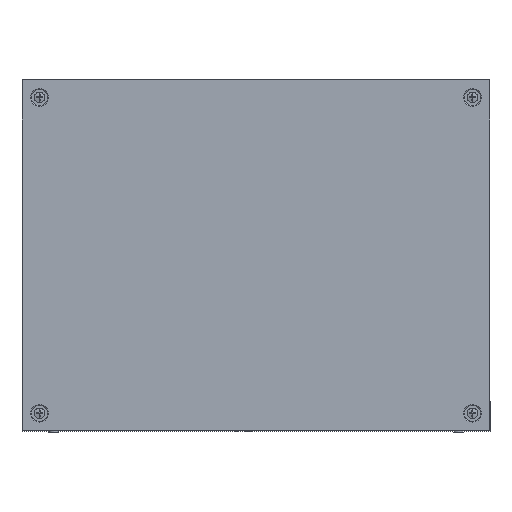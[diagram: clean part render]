
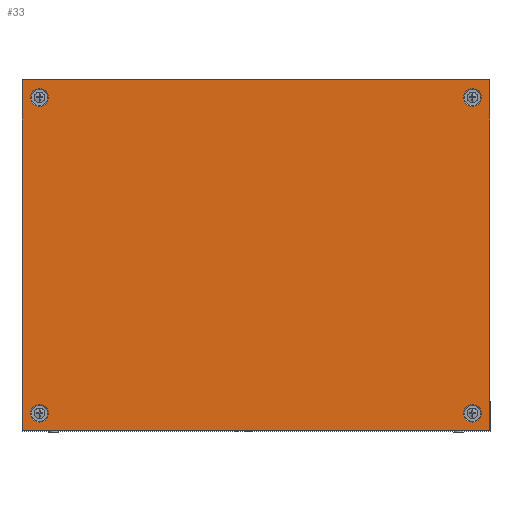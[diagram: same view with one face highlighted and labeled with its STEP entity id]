
A CAD part, top view. The second image highlights one B-rep face of the part: STEP entity #33.
In plain terms, the highlighted planar face has unit normal (0, 0, 1).
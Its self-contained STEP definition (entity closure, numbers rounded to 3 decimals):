
#33 = ADVANCED_FACE ( 'NONE', ( #7380, #10862, #14270, #21185, #4016 ), #21314, .F. ) ;
#123 = CIRCLE ( 'NONE', #11264, 7.5 ) ;
#249 = VERTEX_POINT ( 'NONE', #5360 ) ;
#306 = CARTESIAN_POINT ( 'NONE',  ( 385., 15., 0. ) ) ;
#363 = EDGE_CURVE ( 'NONE', #6426, #249, #21502, .T. ) ;
#1134 = CARTESIAN_POINT ( 'NONE',  ( 0., 0., 0. ) ) ;
#1357 = DIRECTION ( 'NONE',  ( 0., 1., 0. ) ) ;
#1521 = EDGE_CURVE ( 'NONE', #1817, #16369, #3001, .T. ) ;
#1535 = DIRECTION ( 'NONE',  ( 1., 0., 0. ) ) ;
#1817 = VERTEX_POINT ( 'NONE', #19639 ) ;
#1874 = EDGE_LOOP ( 'NONE', ( #10263, #4839 ) ) ;
#2108 = DIRECTION ( 'NONE',  ( 1., 0., 0. ) ) ;
#2171 = DIRECTION ( 'NONE',  ( 0., 0., 1. ) ) ;
#2243 = VERTEX_POINT ( 'NONE', #16583 ) ;
#2324 = CARTESIAN_POINT ( 'NONE',  ( 0., 0., 0. ) ) ;
#2831 = VERTEX_POINT ( 'NONE', #18795 ) ;
#2947 = AXIS2_PLACEMENT_3D ( 'NONE', #3278, #10142, #15329 ) ;
#3001 = LINE ( 'NONE', #9864, #6690 ) ;
#3278 = CARTESIAN_POINT ( 'NONE',  ( 385., 285., 0. ) ) ;
#3530 = CARTESIAN_POINT ( 'NONE',  ( 385., 285., 0. ) ) ;
#4016 = FACE_OUTER_BOUND ( 'NONE', #7457, .T. ) ;
#4165 = CARTESIAN_POINT ( 'NONE',  ( 385., 15., 0. ) ) ;
#4451 = CARTESIAN_POINT ( 'NONE',  ( 392.5, 285., 0. ) ) ;
#4453 = CIRCLE ( 'NONE', #7330, 7.5 ) ;
#4610 = LINE ( 'NONE', #7880, #21330 ) ;
#4839 = ORIENTED_EDGE ( 'NONE', *, *, #363, .F. ) ;
#5030 = VERTEX_POINT ( 'NONE', #6076 ) ;
#5178 = CARTESIAN_POINT ( 'NONE',  ( 392.5, 15., 0. ) ) ;
#5315 = EDGE_CURVE ( 'NONE', #249, #6426, #123, .T. ) ;
#5360 = CARTESIAN_POINT ( 'NONE',  ( 22.5, 285., 0. ) ) ;
#5525 = DIRECTION ( 'NONE',  ( 1., 0., 0. ) ) ;
#5688 = EDGE_CURVE ( 'NONE', #8032, #2831, #4453, .T. ) ;
#5935 = DIRECTION ( 'NONE',  ( 1., 0., 0. ) ) ;
#6076 = CARTESIAN_POINT ( 'NONE',  ( 400., 0., 0. ) ) ;
#6297 = AXIS2_PLACEMENT_3D ( 'NONE', #2324, #9189, #7500 ) ;
#6312 = AXIS2_PLACEMENT_3D ( 'NONE', #15372, #20626, #1535 ) ;
#6426 = VERTEX_POINT ( 'NONE', #14672 ) ;
#6496 = CIRCLE ( 'NONE', #18436, 7.5 ) ;
#6566 = EDGE_CURVE ( 'NONE', #19750, #2243, #7373, .T. ) ;
#6690 = VECTOR ( 'NONE', #14964, 1000. ) ;
#7330 = AXIS2_PLACEMENT_3D ( 'NONE', #306, #17599, #2108 ) ;
#7373 = CIRCLE ( 'NONE', #10585, 7.5 ) ;
#7380 = FACE_BOUND ( 'NONE', #8967, .T. ) ;
#7428 = CARTESIAN_POINT ( 'NONE',  ( 377.5, 285., 0. ) ) ;
#7457 = EDGE_LOOP ( 'NONE', ( #12227, #13795, #20726, #7885 ) ) ;
#7500 = DIRECTION ( 'NONE',  ( -1., 0., 0. ) ) ;
#7550 = CARTESIAN_POINT ( 'NONE',  ( 0., 300., 0. ) ) ;
#7603 = EDGE_CURVE ( 'NONE', #8472, #12054, #10102, .T. ) ;
#7663 = DIRECTION ( 'NONE',  ( -1., 0., 0. ) ) ;
#7751 = CARTESIAN_POINT ( 'NONE',  ( 15., 285., 0. ) ) ;
#7880 = CARTESIAN_POINT ( 'NONE',  ( 400., 0., 0. ) ) ;
#7885 = ORIENTED_EDGE ( 'NONE', *, *, #17677, .T. ) ;
#8032 = VERTEX_POINT ( 'NONE', #5178 ) ;
#8098 = EDGE_CURVE ( 'NONE', #9337, #1817, #18114, .T. ) ;
#8292 = VECTOR ( 'NONE', #15002, 1000. ) ;
#8323 = EDGE_CURVE ( 'NONE', #5030, #9337, #4610, .T. ) ;
#8472 = VERTEX_POINT ( 'NONE', #4451 ) ;
#8952 = CIRCLE ( 'NONE', #10040, 7.5 ) ;
#8967 = EDGE_LOOP ( 'NONE', ( #19993, #14053 ) ) ;
#9189 = DIRECTION ( 'NONE',  ( 0., 0., -1. ) ) ;
#9337 = VERTEX_POINT ( 'NONE', #17169 ) ;
#9864 = CARTESIAN_POINT ( 'NONE',  ( 0., 0., 0. ) ) ;
#10040 = AXIS2_PLACEMENT_3D ( 'NONE', #17011, #11546, #13371 ) ;
#10102 = CIRCLE ( 'NONE', #21677, 7.5 ) ;
#10142 = DIRECTION ( 'NONE',  ( 0., 0., 1. ) ) ;
#10263 = ORIENTED_EDGE ( 'NONE', *, *, #5315, .F. ) ;
#10585 = AXIS2_PLACEMENT_3D ( 'NONE', #21703, #16594, #22020 ) ;
#10862 = FACE_BOUND ( 'NONE', #10935, .T. ) ;
#10935 = EDGE_LOOP ( 'NONE', ( #11366, #14456 ) ) ;
#11202 = ORIENTED_EDGE ( 'NONE', *, *, #22300, .F. ) ;
#11264 = AXIS2_PLACEMENT_3D ( 'NONE', #7751, #14559, #5935 ) ;
#11349 = CARTESIAN_POINT ( 'NONE',  ( 0., 0., 0. ) ) ;
#11366 = ORIENTED_EDGE ( 'NONE', *, *, #7603, .F. ) ;
#11546 = DIRECTION ( 'NONE',  ( 0., 0., 1. ) ) ;
#12054 = VERTEX_POINT ( 'NONE', #7428 ) ;
#12227 = ORIENTED_EDGE ( 'NONE', *, *, #8323, .T. ) ;
#13371 = DIRECTION ( 'NONE',  ( 1., 0., 0. ) ) ;
#13795 = ORIENTED_EDGE ( 'NONE', *, *, #8098, .T. ) ;
#14053 = ORIENTED_EDGE ( 'NONE', *, *, #17552, .F. ) ;
#14063 = VECTOR ( 'NONE', #7663, 1000. ) ;
#14270 = FACE_BOUND ( 'NONE', #1874, .T. ) ;
#14456 = ORIENTED_EDGE ( 'NONE', *, *, #18169, .F. ) ;
#14559 = DIRECTION ( 'NONE',  ( 0., 0., 1. ) ) ;
#14672 = CARTESIAN_POINT ( 'NONE',  ( 7.5, 285., 0. ) ) ;
#14964 = DIRECTION ( 'NONE',  ( 0., -1., 0. ) ) ;
#15002 = DIRECTION ( 'NONE',  ( 1., 0., 0. ) ) ;
#15329 = DIRECTION ( 'NONE',  ( 1., 0., 0. ) ) ;
#15372 = CARTESIAN_POINT ( 'NONE',  ( 15., 285., 0. ) ) ;
#16369 = VERTEX_POINT ( 'NONE', #11349 ) ;
#16450 = EDGE_LOOP ( 'NONE', ( #19717, #11202 ) ) ;
#16583 = CARTESIAN_POINT ( 'NONE',  ( 7.5, 15., 0. ) ) ;
#16594 = DIRECTION ( 'NONE',  ( 0., 0., 1. ) ) ;
#17011 = CARTESIAN_POINT ( 'NONE',  ( 15., 15., 0. ) ) ;
#17077 = CARTESIAN_POINT ( 'NONE',  ( 22.5, 15., 0. ) ) ;
#17169 = CARTESIAN_POINT ( 'NONE',  ( 400., 300., 0. ) ) ;
#17552 = EDGE_CURVE ( 'NONE', #2831, #8032, #6496, .T. ) ;
#17599 = DIRECTION ( 'NONE',  ( 0., 0., 1. ) ) ;
#17677 = EDGE_CURVE ( 'NONE', #16369, #5030, #19049, .T. ) ;
#18114 = LINE ( 'NONE', #7550, #14063 ) ;
#18169 = EDGE_CURVE ( 'NONE', #12054, #8472, #19533, .T. ) ;
#18209 = DIRECTION ( 'NONE',  ( 0., 0., 1. ) ) ;
#18436 = AXIS2_PLACEMENT_3D ( 'NONE', #4165, #18209, #21241 ) ;
#18795 = CARTESIAN_POINT ( 'NONE',  ( 377.5, 15., 0. ) ) ;
#19049 = LINE ( 'NONE', #1134, #8292 ) ;
#19533 = CIRCLE ( 'NONE', #2947, 7.5 ) ;
#19639 = CARTESIAN_POINT ( 'NONE',  ( 0., 300., 0. ) ) ;
#19717 = ORIENTED_EDGE ( 'NONE', *, *, #6566, .F. ) ;
#19750 = VERTEX_POINT ( 'NONE', #17077 ) ;
#19993 = ORIENTED_EDGE ( 'NONE', *, *, #5688, .F. ) ;
#20626 = DIRECTION ( 'NONE',  ( 0., 0., 1. ) ) ;
#20726 = ORIENTED_EDGE ( 'NONE', *, *, #1521, .T. ) ;
#21185 = FACE_BOUND ( 'NONE', #16450, .T. ) ;
#21241 = DIRECTION ( 'NONE',  ( 1., 0., 0. ) ) ;
#21314 = PLANE ( 'NONE',  #6297 ) ;
#21330 = VECTOR ( 'NONE', #1357, 1000. ) ;
#21502 = CIRCLE ( 'NONE', #6312, 7.5 ) ;
#21677 = AXIS2_PLACEMENT_3D ( 'NONE', #3530, #2171, #5525 ) ;
#21703 = CARTESIAN_POINT ( 'NONE',  ( 15., 15., 0. ) ) ;
#22020 = DIRECTION ( 'NONE',  ( 1., 0., 0. ) ) ;
#22300 = EDGE_CURVE ( 'NONE', #2243, #19750, #8952, .T. ) ;
